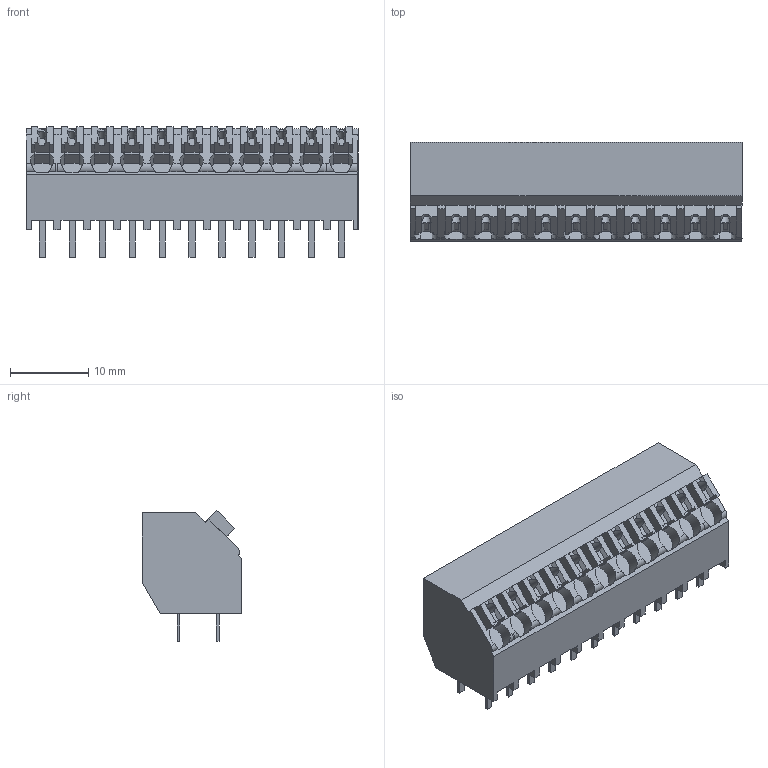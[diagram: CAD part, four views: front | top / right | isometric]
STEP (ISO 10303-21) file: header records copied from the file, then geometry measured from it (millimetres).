
FILE_DESCRIPTION(('CATIA V5 STEP Exchange','CAx-IF Rec.Pracs.--- Model Styling and Organization---1.2---2011-12-15'),'2;1');
FILE_NAME ('D1458613_0_1888440000_1888440000.stp','2018-03-20T11:41:54+00:00',('none'),('Weidmueller'),'CATIA Version 5-6 Release 2014','CATIA V5 STEP AP214','none');
FILE_SCHEMA(('AUTOMOTIVE_DESIGN { 1 0 10303 214 1 1 1 1 }'));
Length unit declared in the file: millimetre
Products named in the file (1): 1888440000
Bounding box: 42.3 x 12.7 x 16.66 mm (x, y, z)
Volume: 4852.5 mm3; surface area: 4575.3 mm2
Topology: 34 solids, 34 shells, 675 faces, 1933 edges, 1326 vertices
Faces by surface type: plane 616, cylinder 59
Entity records: 20267 total; most frequent: CARTESIAN_POINT 4004, ORIENTED_EDGE 3866, DIRECTION 2497, EDGE_CURVE 1933, VECTOR 1708, LINE 1708, VERTEX_POINT 1326, EDGE_LOOP 697
